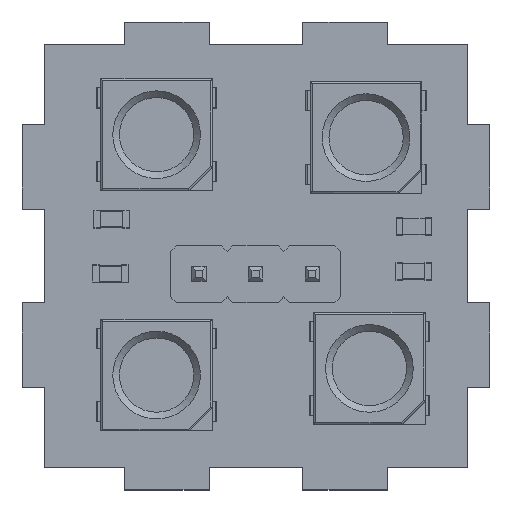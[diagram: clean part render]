
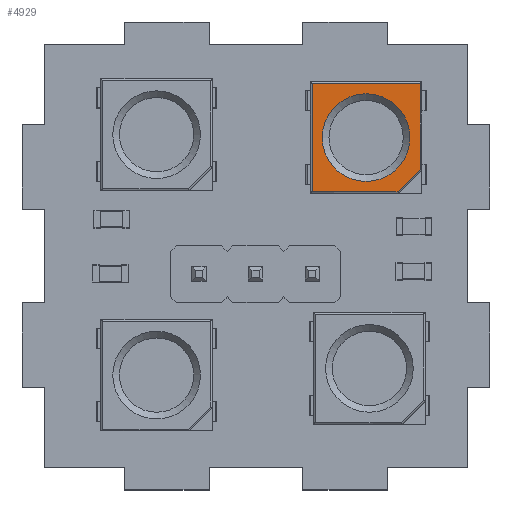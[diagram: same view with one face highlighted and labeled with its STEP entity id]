
A CAD part, top view. The second image highlights one B-rep face of the part: STEP entity #4929.
In plain terms, the highlighted planar face has unit normal (0, 0, 1).
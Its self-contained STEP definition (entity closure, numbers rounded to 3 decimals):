
#4929 = ADVANCED_FACE('',(#4930,#4970),#4943,.T.);
#4930 = FACE_BOUND('',#4931,.T.);
#4931 = EDGE_LOOP('',(#4932));
#4932 = ORIENTED_EDGE('',*,*,#4933,.T.);
#4933 = EDGE_CURVE('',#4934,#4934,#4936,.T.);
#4934 = VERTEX_POINT('',#4935);
#4935 = CARTESIAN_POINT('',(-1.967,0.,1.6));
#4936 = SURFACE_CURVE('',#4937,(#4942,#4958),.PCURVE_S1.);
#4937 = CIRCLE('',#4938,1.967);
#4938 = AXIS2_PLACEMENT_3D('',#4939,#4940,#4941);
#4939 = CARTESIAN_POINT('',(0.,0.,1.6));
#4940 = DIRECTION('',(0.,0.,-1.));
#4941 = DIRECTION('',(-1.,0.,0.));
#4942 = PCURVE('',#4943,#4948);
#4943 = PLANE('',#4944);
#4944 = AXIS2_PLACEMENT_3D('',#4945,#4946,#4947);
#4945 = CARTESIAN_POINT('',(0.,0.,1.6));
#4946 = DIRECTION('',(0.,0.,1.));
#4947 = DIRECTION('',(-1.,0.,0.));
#4948 = DEFINITIONAL_REPRESENTATION('',(#4949),#4957);
#4949 = ( BOUNDED_CURVE() B_SPLINE_CURVE(2,(#4950,#4951,#4952,#4953,
#4954,#4955,#4956),.UNSPECIFIED.,.F.,.F.) B_SPLINE_CURVE_WITH_KNOTS((1,2
    ,2,2,2,1),(-2.094,0.,2.094,4.189,
6.283,8.378),.UNSPECIFIED.) CURVE() 
GEOMETRIC_REPRESENTATION_ITEM() RATIONAL_B_SPLINE_CURVE((1.,0.5,1.,0.5,
1.,0.5,1.)) REPRESENTATION_ITEM('') );
#4950 = CARTESIAN_POINT('',(1.967,0.));
#4951 = CARTESIAN_POINT('',(1.967,-3.406));
#4952 = CARTESIAN_POINT('',(-0.983,-1.703));
#4953 = CARTESIAN_POINT('',(-3.933,0.));
#4954 = CARTESIAN_POINT('',(-0.983,1.703));
#4955 = CARTESIAN_POINT('',(1.967,3.406));
#4956 = CARTESIAN_POINT('',(1.967,0.));
#4957 = ( GEOMETRIC_REPRESENTATION_CONTEXT(2) 
PARAMETRIC_REPRESENTATION_CONTEXT() REPRESENTATION_CONTEXT('2D SPACE',''
  ) );
#4958 = PCURVE('',#4959,#4964);
#4959 = CONICAL_SURFACE('',#4960,1.667,0.785);
#4960 = AXIS2_PLACEMENT_3D('',#4961,#4962,#4963);
#4961 = CARTESIAN_POINT('',(0.,0.,1.3));
#4962 = DIRECTION('',(0.,0.,1.));
#4963 = DIRECTION('',(-1.,0.,0.));
#4964 = DEFINITIONAL_REPRESENTATION('',(#4965),#4969);
#4965 = LINE('',#4966,#4967);
#4966 = CARTESIAN_POINT('',(6.283,0.3));
#4967 = VECTOR('',#4968,1.);
#4968 = DIRECTION('',(-1.,0.));
#4969 = ( GEOMETRIC_REPRESENTATION_CONTEXT(2) 
PARAMETRIC_REPRESENTATION_CONTEXT() REPRESENTATION_CONTEXT('2D SPACE',''
  ) );
#4970 = FACE_BOUND('',#4971,.T.);
#4971 = EDGE_LOOP('',(#4972,#5002,#5030,#5058,#5086));
#4972 = ORIENTED_EDGE('',*,*,#4973,.T.);
#4973 = EDGE_CURVE('',#4974,#4976,#4978,.T.);
#4974 = VERTEX_POINT('',#4975);
#4975 = CARTESIAN_POINT('',(1.433,-2.425,1.6));
#4976 = VERTEX_POINT('',#4977);
#4977 = CARTESIAN_POINT('',(2.425,-1.433,1.6));
#4978 = SURFACE_CURVE('',#4979,(#4983,#4990),.PCURVE_S1.);
#4979 = LINE('',#4980,#4981);
#4980 = CARTESIAN_POINT('',(1.411,-2.447,1.6));
#4981 = VECTOR('',#4982,1.);
#4982 = DIRECTION('',(0.707,0.707,0.));
#4983 = PCURVE('',#4943,#4984);
#4984 = DEFINITIONAL_REPRESENTATION('',(#4985),#4989);
#4985 = LINE('',#4986,#4987);
#4986 = CARTESIAN_POINT('',(-1.411,2.447));
#4987 = VECTOR('',#4988,1.);
#4988 = DIRECTION('',(-0.707,-0.707));
#4989 = ( GEOMETRIC_REPRESENTATION_CONTEXT(2) 
PARAMETRIC_REPRESENTATION_CONTEXT() REPRESENTATION_CONTEXT('2D SPACE',''
  ) );
#4990 = PCURVE('',#4991,#4996);
#4991 = CYLINDRICAL_SURFACE('',#4992,0.075);
#4992 = AXIS2_PLACEMENT_3D('',#4993,#4994,#4995);
#4993 = CARTESIAN_POINT('',(1.411,-2.447,1.525));
#4994 = DIRECTION('',(0.707,0.707,0.));
#4995 = DIRECTION('',(0.,0.,1.));
#4996 = DEFINITIONAL_REPRESENTATION('',(#4997),#5001);
#4997 = LINE('',#4998,#4999);
#4998 = CARTESIAN_POINT('',(0.,0.));
#4999 = VECTOR('',#5000,1.);
#5000 = DIRECTION('',(0.,1.));
#5001 = ( GEOMETRIC_REPRESENTATION_CONTEXT(2) 
PARAMETRIC_REPRESENTATION_CONTEXT() REPRESENTATION_CONTEXT('2D SPACE',''
  ) );
#5002 = ORIENTED_EDGE('',*,*,#5003,.T.);
#5003 = EDGE_CURVE('',#4976,#5004,#5006,.T.);
#5004 = VERTEX_POINT('',#5005);
#5005 = CARTESIAN_POINT('',(2.425,2.425,1.6));
#5006 = SURFACE_CURVE('',#5007,(#5011,#5018),.PCURVE_S1.);
#5007 = LINE('',#5008,#5009);
#5008 = CARTESIAN_POINT('',(2.425,-1.464,1.6));
#5009 = VECTOR('',#5010,1.);
#5010 = DIRECTION('',(0.,1.,0.));
#5011 = PCURVE('',#4943,#5012);
#5012 = DEFINITIONAL_REPRESENTATION('',(#5013),#5017);
#5013 = LINE('',#5014,#5015);
#5014 = CARTESIAN_POINT('',(-2.425,1.464));
#5015 = VECTOR('',#5016,1.);
#5016 = DIRECTION('',(0.,-1.));
#5017 = ( GEOMETRIC_REPRESENTATION_CONTEXT(2) 
PARAMETRIC_REPRESENTATION_CONTEXT() REPRESENTATION_CONTEXT('2D SPACE',''
  ) );
#5018 = PCURVE('',#5019,#5024);
#5019 = CYLINDRICAL_SURFACE('',#5020,0.075);
#5020 = AXIS2_PLACEMENT_3D('',#5021,#5022,#5023);
#5021 = CARTESIAN_POINT('',(2.425,-1.464,1.525));
#5022 = DIRECTION('',(0.,1.,0.));
#5023 = DIRECTION('',(1.,0.,0.));
#5024 = DEFINITIONAL_REPRESENTATION('',(#5025),#5029);
#5025 = LINE('',#5026,#5027);
#5026 = CARTESIAN_POINT('',(4.712,0.));
#5027 = VECTOR('',#5028,1.);
#5028 = DIRECTION('',(0.,1.));
#5029 = ( GEOMETRIC_REPRESENTATION_CONTEXT(2) 
PARAMETRIC_REPRESENTATION_CONTEXT() REPRESENTATION_CONTEXT('2D SPACE',''
  ) );
#5030 = ORIENTED_EDGE('',*,*,#5031,.T.);
#5031 = EDGE_CURVE('',#5004,#5032,#5034,.T.);
#5032 = VERTEX_POINT('',#5033);
#5033 = CARTESIAN_POINT('',(-2.425,2.425,1.6));
#5034 = SURFACE_CURVE('',#5035,(#5039,#5046),.PCURVE_S1.);
#5035 = LINE('',#5036,#5037);
#5036 = CARTESIAN_POINT('',(2.5,2.425,1.6));
#5037 = VECTOR('',#5038,1.);
#5038 = DIRECTION('',(-1.,0.,0.));
#5039 = PCURVE('',#4943,#5040);
#5040 = DEFINITIONAL_REPRESENTATION('',(#5041),#5045);
#5041 = LINE('',#5042,#5043);
#5042 = CARTESIAN_POINT('',(-2.5,-2.425));
#5043 = VECTOR('',#5044,1.);
#5044 = DIRECTION('',(1.,0.));
#5045 = ( GEOMETRIC_REPRESENTATION_CONTEXT(2) 
PARAMETRIC_REPRESENTATION_CONTEXT() REPRESENTATION_CONTEXT('2D SPACE',''
  ) );
#5046 = PCURVE('',#5047,#5052);
#5047 = CYLINDRICAL_SURFACE('',#5048,0.075);
#5048 = AXIS2_PLACEMENT_3D('',#5049,#5050,#5051);
#5049 = CARTESIAN_POINT('',(2.5,2.425,1.525));
#5050 = DIRECTION('',(-1.,0.,0.));
#5051 = DIRECTION('',(0.,1.,0.));
#5052 = DEFINITIONAL_REPRESENTATION('',(#5053),#5057);
#5053 = LINE('',#5054,#5055);
#5054 = CARTESIAN_POINT('',(4.712,0.));
#5055 = VECTOR('',#5056,1.);
#5056 = DIRECTION('',(0.,1.));
#5057 = ( GEOMETRIC_REPRESENTATION_CONTEXT(2) 
PARAMETRIC_REPRESENTATION_CONTEXT() REPRESENTATION_CONTEXT('2D SPACE',''
  ) );
#5058 = ORIENTED_EDGE('',*,*,#5059,.T.);
#5059 = EDGE_CURVE('',#5032,#5060,#5062,.T.);
#5060 = VERTEX_POINT('',#5061);
#5061 = CARTESIAN_POINT('',(-2.425,-2.425,1.6));
#5062 = SURFACE_CURVE('',#5063,(#5067,#5074),.PCURVE_S1.);
#5063 = LINE('',#5064,#5065);
#5064 = CARTESIAN_POINT('',(-2.425,2.5,1.6));
#5065 = VECTOR('',#5066,1.);
#5066 = DIRECTION('',(0.,-1.,0.));
#5067 = PCURVE('',#4943,#5068);
#5068 = DEFINITIONAL_REPRESENTATION('',(#5069),#5073);
#5069 = LINE('',#5070,#5071);
#5070 = CARTESIAN_POINT('',(2.425,-2.5));
#5071 = VECTOR('',#5072,1.);
#5072 = DIRECTION('',(0.,1.));
#5073 = ( GEOMETRIC_REPRESENTATION_CONTEXT(2) 
PARAMETRIC_REPRESENTATION_CONTEXT() REPRESENTATION_CONTEXT('2D SPACE',''
  ) );
#5074 = PCURVE('',#5075,#5080);
#5075 = CYLINDRICAL_SURFACE('',#5076,0.075);
#5076 = AXIS2_PLACEMENT_3D('',#5077,#5078,#5079);
#5077 = CARTESIAN_POINT('',(-2.425,2.5,1.525));
#5078 = DIRECTION('',(0.,-1.,0.));
#5079 = DIRECTION('',(-1.,0.,0.));
#5080 = DEFINITIONAL_REPRESENTATION('',(#5081),#5085);
#5081 = LINE('',#5082,#5083);
#5082 = CARTESIAN_POINT('',(4.712,0.));
#5083 = VECTOR('',#5084,1.);
#5084 = DIRECTION('',(0.,1.));
#5085 = ( GEOMETRIC_REPRESENTATION_CONTEXT(2) 
PARAMETRIC_REPRESENTATION_CONTEXT() REPRESENTATION_CONTEXT('2D SPACE',''
  ) );
#5086 = ORIENTED_EDGE('',*,*,#5087,.T.);
#5087 = EDGE_CURVE('',#5060,#4974,#5088,.T.);
#5088 = SURFACE_CURVE('',#5089,(#5093,#5100),.PCURVE_S1.);
#5089 = LINE('',#5090,#5091);
#5090 = CARTESIAN_POINT('',(-2.5,-2.425,1.6));
#5091 = VECTOR('',#5092,1.);
#5092 = DIRECTION('',(1.,0.,0.));
#5093 = PCURVE('',#4943,#5094);
#5094 = DEFINITIONAL_REPRESENTATION('',(#5095),#5099);
#5095 = LINE('',#5096,#5097);
#5096 = CARTESIAN_POINT('',(2.5,2.425));
#5097 = VECTOR('',#5098,1.);
#5098 = DIRECTION('',(-1.,0.));
#5099 = ( GEOMETRIC_REPRESENTATION_CONTEXT(2) 
PARAMETRIC_REPRESENTATION_CONTEXT() REPRESENTATION_CONTEXT('2D SPACE',''
  ) );
#5100 = PCURVE('',#5101,#5106);
#5101 = CYLINDRICAL_SURFACE('',#5102,0.075);
#5102 = AXIS2_PLACEMENT_3D('',#5103,#5104,#5105);
#5103 = CARTESIAN_POINT('',(-2.5,-2.425,1.525));
#5104 = DIRECTION('',(1.,0.,0.));
#5105 = DIRECTION('',(0.,0.,1.));
#5106 = DEFINITIONAL_REPRESENTATION('',(#5107),#5111);
#5107 = LINE('',#5108,#5109);
#5108 = CARTESIAN_POINT('',(0.,0.));
#5109 = VECTOR('',#5110,1.);
#5110 = DIRECTION('',(0.,1.));
#5111 = ( GEOMETRIC_REPRESENTATION_CONTEXT(2) 
PARAMETRIC_REPRESENTATION_CONTEXT() REPRESENTATION_CONTEXT('2D SPACE',''
  ) );
